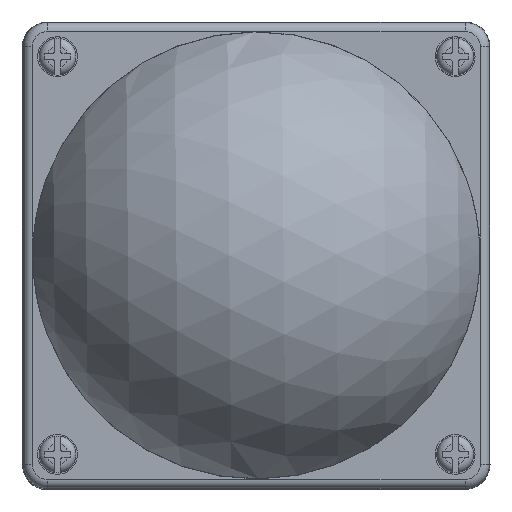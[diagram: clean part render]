
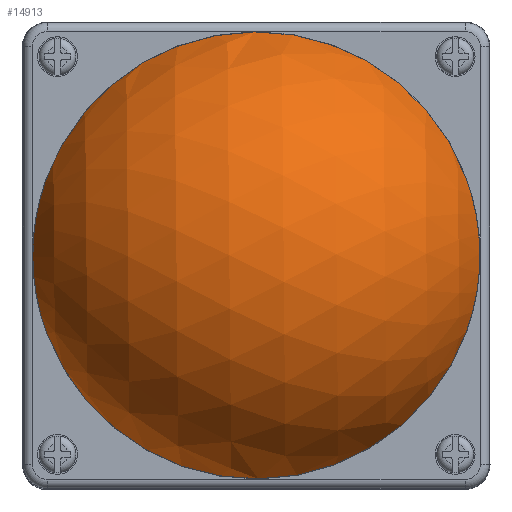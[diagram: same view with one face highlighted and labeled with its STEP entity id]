
A CAD part, top view. The second image highlights one B-rep face of the part: STEP entity #14913.
In plain terms, the highlighted spherical face has radius 46.832 mm.
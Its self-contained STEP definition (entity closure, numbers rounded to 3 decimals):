
#495=SPHERICAL_SURFACE('',#15909,46.832);
#1163=FACE_OUTER_BOUND('',#2053,.T.);
#2053=EDGE_LOOP('',(#10057,#10058));
#5320=CIRCLE('',#15910,44.958);
#5321=CIRCLE('',#15911,44.958);
#6181=VERTEX_POINT('',#22239);
#6182=VERTEX_POINT('',#22240);
#7708=EDGE_CURVE('',#6181,#6182,#5320,.T.);
#7709=EDGE_CURVE('',#6182,#6181,#5321,.T.);
#10057=ORIENTED_EDGE('',*,*,#7708,.F.);
#10058=ORIENTED_EDGE('',*,*,#7709,.F.);
#14913=ADVANCED_FACE('',(#1163),#495,.T.);
#15909=AXIS2_PLACEMENT_3D('',#22238,#17663,#17664);
#15910=AXIS2_PLACEMENT_3D('',#22241,#17665,#17666);
#15911=AXIS2_PLACEMENT_3D('',#22242,#17667,#17668);
#17663=DIRECTION('center_axis',(0.,0.,
1.));
#17664=DIRECTION('ref_axis',(-1.,-0.002,0.));
#17665=DIRECTION('center_axis',(1.,0.,0.));
#17666=DIRECTION('ref_axis',(0.,0.,-1.));
#17667=DIRECTION('center_axis',(1.,0.,0.));
#17668=DIRECTION('ref_axis',(0.,0.,-1.));
#22238=CARTESIAN_POINT('Origin',(11.833,0.,0.));
#22239=CARTESIAN_POINT('',(-1.28,44.958,0.));
#22240=CARTESIAN_POINT('',(-1.28,0.,44.958));
#22241=CARTESIAN_POINT('Origin',(-1.28,0.,0.));
#22242=CARTESIAN_POINT('Origin',(-1.28,0.,0.));
